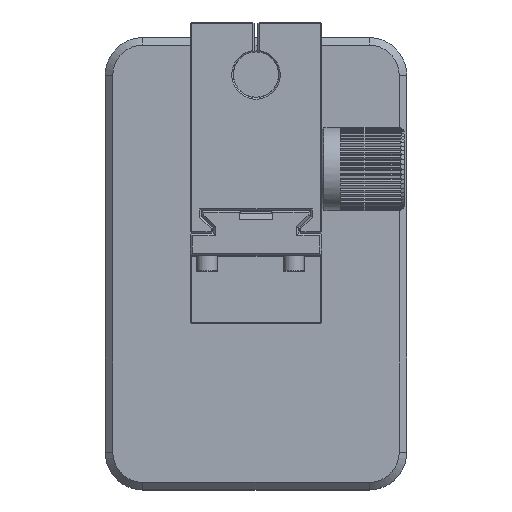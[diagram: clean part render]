
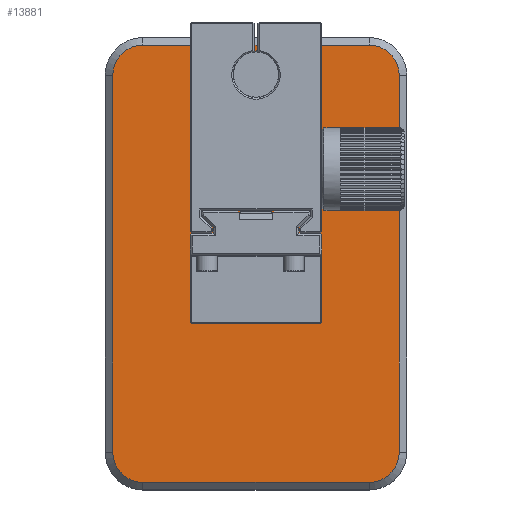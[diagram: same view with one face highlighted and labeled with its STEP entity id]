
A CAD part, top view. The second image highlights one B-rep face of the part: STEP entity #13881.
In plain terms, the highlighted planar face has unit normal (0, 0, 1).
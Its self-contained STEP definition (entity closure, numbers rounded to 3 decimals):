
#920=FACE_BOUND('',#1750,.T.);
#956=FACE_OUTER_BOUND('',#1749,.T.);
#1749=EDGE_LOOP('',(#9049,#9050,#9051,#9052,#9053,#9054,#9055,#9056));
#1750=EDGE_LOOP('',(#9057));
#2576=LINE('',#19104,#3862);
#2577=LINE('',#19108,#3863);
#2578=LINE('',#19112,#3864);
#2579=LINE('',#19116,#3865);
#3862=VECTOR('',#15805,10.);
#3863=VECTOR('',#15808,10.);
#3864=VECTOR('',#15811,10.);
#3865=VECTOR('',#15814,10.);
#5143=CIRCLE('',#14781,6.55);
#5145=CIRCLE('',#14784,8.);
#5146=CIRCLE('',#14785,8.);
#5147=CIRCLE('',#14786,8.);
#5148=CIRCLE('',#14787,8.);
#5470=VERTEX_POINT('',#19096);
#5472=VERTEX_POINT('',#19102);
#5473=VERTEX_POINT('',#19103);
#5474=VERTEX_POINT('',#19105);
#5475=VERTEX_POINT('',#19107);
#5476=VERTEX_POINT('',#19109);
#5477=VERTEX_POINT('',#19111);
#5478=VERTEX_POINT('',#19113);
#5479=VERTEX_POINT('',#19115);
#6872=EDGE_CURVE('',#5470,#5470,#5143,.T.);
#6875=EDGE_CURVE('',#5472,#5473,#2576,.T.);
#6876=EDGE_CURVE('',#5474,#5472,#5145,.T.);
#6877=EDGE_CURVE('',#5475,#5474,#2577,.T.);
#6878=EDGE_CURVE('',#5476,#5475,#5146,.T.);
#6879=EDGE_CURVE('',#5477,#5476,#2578,.T.);
#6880=EDGE_CURVE('',#5478,#5477,#5147,.T.);
#6881=EDGE_CURVE('',#5479,#5478,#2579,.T.);
#6882=EDGE_CURVE('',#5473,#5479,#5148,.T.);
#9049=ORIENTED_EDGE('',*,*,#6875,.F.);
#9050=ORIENTED_EDGE('',*,*,#6876,.F.);
#9051=ORIENTED_EDGE('',*,*,#6877,.F.);
#9052=ORIENTED_EDGE('',*,*,#6878,.F.);
#9053=ORIENTED_EDGE('',*,*,#6879,.F.);
#9054=ORIENTED_EDGE('',*,*,#6880,.F.);
#9055=ORIENTED_EDGE('',*,*,#6881,.F.);
#9056=ORIENTED_EDGE('',*,*,#6882,.F.);
#9057=ORIENTED_EDGE('',*,*,#6872,.F.);
#13348=PLANE('',#14783);
#13881=ADVANCED_FACE('',(#956,#920),#13348,.T.);
#14781=AXIS2_PLACEMENT_3D('',#19097,#15798,#15799);
#14783=AXIS2_PLACEMENT_3D('',#19101,#15803,#15804);
#14784=AXIS2_PLACEMENT_3D('',#19106,#15806,#15807);
#14785=AXIS2_PLACEMENT_3D('',#19110,#15809,#15810);
#14786=AXIS2_PLACEMENT_3D('',#19114,#15812,#15813);
#14787=AXIS2_PLACEMENT_3D('',#19117,#15815,#15816);
#15798=DIRECTION('center_axis',(0.,0.,1.));
#15799=DIRECTION('ref_axis',(-1.,0.,0.));
#15803=DIRECTION('center_axis',(0.,0.,1.));
#15804=DIRECTION('ref_axis',(1.,0.,0.));
#15805=DIRECTION('',(-1.,0.,0.));
#15806=DIRECTION('center_axis',(0.,0.,-1.));
#15807=DIRECTION('ref_axis',(0.707,-0.707,0.));
#15808=DIRECTION('',(0.,-1.,0.));
#15809=DIRECTION('center_axis',(0.,0.,-1.));
#15810=DIRECTION('ref_axis',(0.707,0.707,0.));
#15811=DIRECTION('',(1.,0.,0.));
#15812=DIRECTION('center_axis',(0.,0.,-1.));
#15813=DIRECTION('ref_axis',(-0.707,0.707,0.));
#15814=DIRECTION('',(0.,1.,0.));
#15815=DIRECTION('center_axis',(0.,0.,-1.));
#15816=DIRECTION('ref_axis',(-0.707,-0.707,0.));
#19096=CARTESIAN_POINT('',(6.55,49.95,17.));
#19097=CARTESIAN_POINT('Origin',(0.,49.95,17.));
#19101=CARTESIAN_POINT('Origin',(0.,0.,17.));
#19102=CARTESIAN_POINT('',(30.,-58.,17.));
#19103=CARTESIAN_POINT('',(-30.,-58.,17.));
#19104=CARTESIAN_POINT('',(-20.,-58.,17.));
#19105=CARTESIAN_POINT('',(38.,-50.,17.));
#19106=CARTESIAN_POINT('Origin',(30.,-50.,17.));
#19107=CARTESIAN_POINT('',(38.,50.,17.));
#19108=CARTESIAN_POINT('',(38.,-30.,17.));
#19109=CARTESIAN_POINT('',(30.,58.,17.));
#19110=CARTESIAN_POINT('Origin',(30.,50.,17.));
#19111=CARTESIAN_POINT('',(-30.,58.,17.));
#19112=CARTESIAN_POINT('',(20.,58.,17.));
#19113=CARTESIAN_POINT('',(-38.,50.,17.));
#19114=CARTESIAN_POINT('Origin',(-30.,50.,17.));
#19115=CARTESIAN_POINT('',(-38.,-50.,17.));
#19116=CARTESIAN_POINT('',(-38.,30.,17.));
#19117=CARTESIAN_POINT('Origin',(-30.,-50.,17.));
